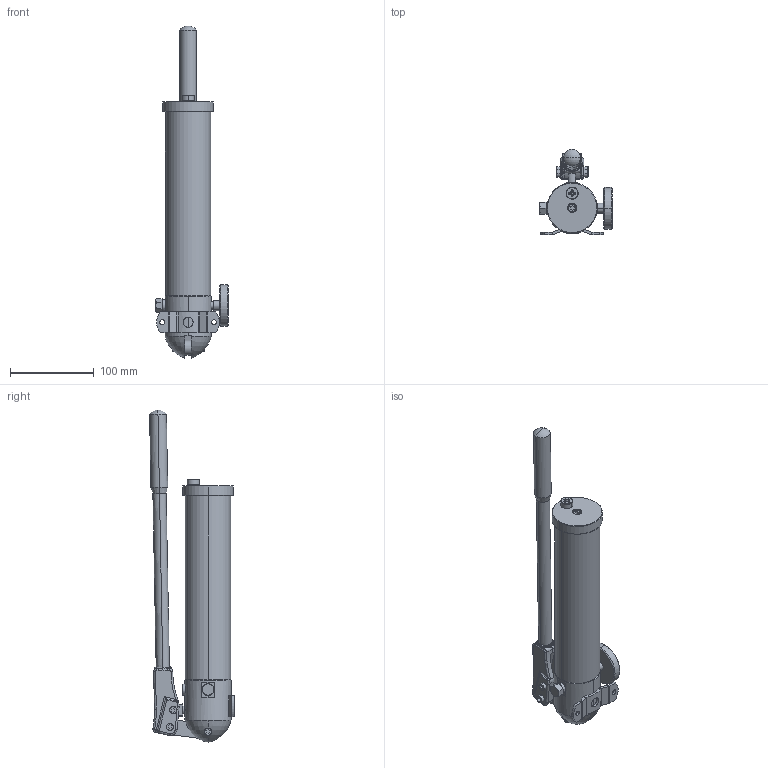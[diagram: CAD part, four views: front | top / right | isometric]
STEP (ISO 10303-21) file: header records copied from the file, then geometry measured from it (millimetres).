
FILE_DESCRIPTION (( 'STEP AP203' ), '1' );
FILE_NAME ('H5410.STEP', '2017-04-06T10:28:27', ( '' ), ( '' ), 'SwSTEP 2.0', 'SolidWorks 2017', '' );
FILE_SCHEMA (( 'CONFIG_CONTROL_DESIGN' ));
Length unit declared in the file: millimetre
Products named in the file (1): H5410
Bounding box: 86.3 x 101.24 x 396.32 mm (x, y, z)
Volume: 439604.5 mm3; surface area: 162010.1 mm2
Topology: 22 solids, 22 shells, 678 faces, 1516 edges, 907 vertices
Faces by surface type: plane 208, cylinder 207, cone 178, torus 45, bspline 36, sphere 4
Entity records: 20980 total; most frequent: CARTESIAN_POINT 5856, DIRECTION 3283, ORIENTED_EDGE 3008, EDGE_CURVE 1504, AXIS2_PLACEMENT_3D 1306, VERTEX_POINT 907, EDGE_LOOP 763, ADVANCED_FACE 678
